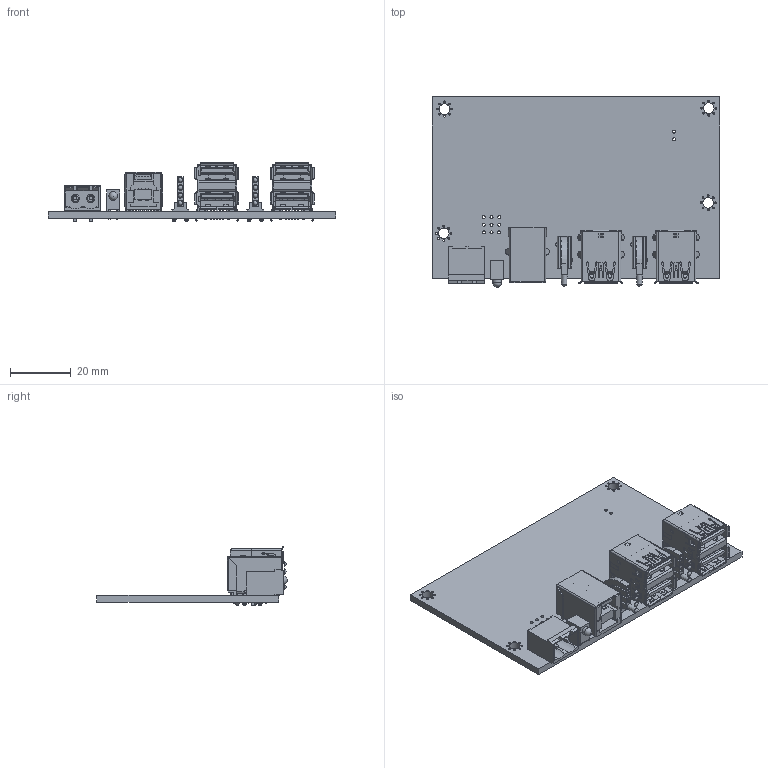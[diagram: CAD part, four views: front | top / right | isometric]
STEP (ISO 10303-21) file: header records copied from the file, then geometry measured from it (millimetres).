
FILE_DESCRIPTION(/* description */ ('Open CASCADE Model'),/* implementation_level */ '2;1');
FILE_NAME(/* name */ 'STRIPPED-CG-35204X3A.stp',/* time_stamp */ '2019-09-18T13:26:24-04:00',/* author */ ('CAD PC'),/* organization */ ('Open CASCADE'),/* preprocessor_version */ 'ST-DEVELOPER v18',/* originating_system */ 'Autodesk Inventor 2020',/* authorisation */ 'Unknown');
FILE_SCHEMA (('AUTOMOTIVE_DESIGN { 1 0 10303 214 3 1 1 }'));
Products named in the file (17): STRIPPED-CG-35204X3A; Board; J4; J3; 484060003; Open CASCADE STEP translator 6.8 1.2.1.1; LP2; LP1; LP-3V0F_(1); LPH-3V0B; LP-3V0; D5; User_Library-Led_3mm_Dialight_mod__551-1107F; J2; usb3_a-usb3_b; J1; 796638-2
Assembly tree (18 placements, depth 4):
  STRIPPED-CG-35204X3A
    Board
    J4
      484060003
        Open CASCADE STEP translator 6.8 1.2.1.1
    J3
      484060003
        Open CASCADE STEP translator 6.8 1.2.1.1
    LP2
      LP-3V0F_(1)
        LPH-3V0B
        LP-3V0
    LP1
      LP-3V0F_(1)
        LPH-3V0B
        LP-3V0
    D5
      User_Library-Led_3mm_Dialight_mod__551-1107F
    J2
      usb3_a-usb3_b
    J1
      796638-2
Bounding box: 95 x 62.81 x 19.55 mm (x, y, z)
Volume: 21191.4 mm3; surface area: 23355.4 mm2
Topology: 10 solids, 10 shells, 2980 faces, 8648 edges, 5751 vertices
Faces by surface type: plane 2092, cylinder 751, bspline 112, cone 16, sphere 9
Full cylindrical faces by diameter (mm): 0.6 x32, 0.7 x41, 1 x15, 1.1 x2, 1.4 x2, 1.5 x4, 2.3 x10, 2.89 x1, 3.5 x4
Entity records: 65264 total; most frequent: CARTESIAN_POINT 15135, ORIENTED_EDGE 10544, DIRECTION 9751, EDGE_CURVE 5272, LINE 3915, VECTOR 3915, VERTEX_POINT 3541, AXIS2_PLACEMENT_3D 2918
